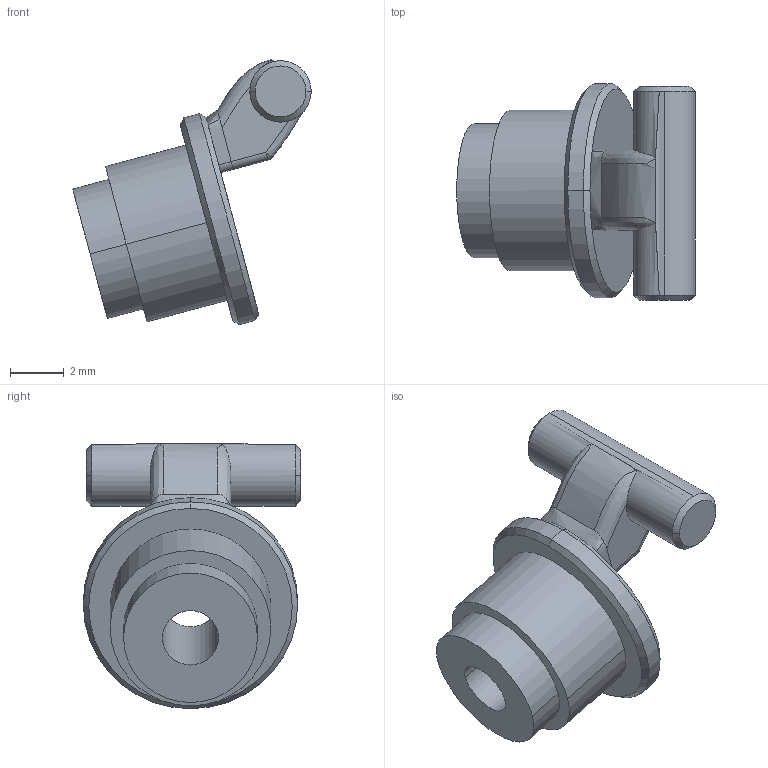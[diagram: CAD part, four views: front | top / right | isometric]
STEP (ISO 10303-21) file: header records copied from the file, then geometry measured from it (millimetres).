
FILE_DESCRIPTION (( 'STEP AP214' ), '1' );
FILE_NAME ('蜊_潛窒蛌粣X2.step', '2022-04-25T07:46:42', ( '' ), ( '' ), 'SwSTEP 2.0', 'SolidWorks 2022', '' );
FILE_SCHEMA (( 'AUTOMOTIVE_DESIGN' ));
Length unit declared in the file: millimetre
Products named in the file (4): 蜊_潛窒蛌粣X2; 蜊_潛窒蛌粣X2.stp; 蜊_潛窒蛌粣.stp; Component1.stp
Assembly tree (3 placements, depth 4):
  蜊_潛窒蛌粣X2
    蜊_潛窒蛌粣X2.stp
      蜊_潛窒蛌粣.stp
        Component1.stp
Bounding box: 8.91 x 8.11 x 9.91 mm (x, y, z)
Volume: 196.5 mm3; surface area: 309.5 mm2
Topology: 1 solids, 1 shells, 47 faces, 115 edges, 70 vertices
Faces by surface type: cylinder 15, bspline 14, plane 8, cone 8, sphere 2
Entity records: 3495 total; most frequent: CARTESIAN_POINT 2371, ORIENTED_EDGE 226, DIRECTION 197, EDGE_CURVE 113, AXIS2_PLACEMENT_3D 82, VERTEX_POINT 70, EDGE_LOOP 51, ADVANCED_FACE 47
